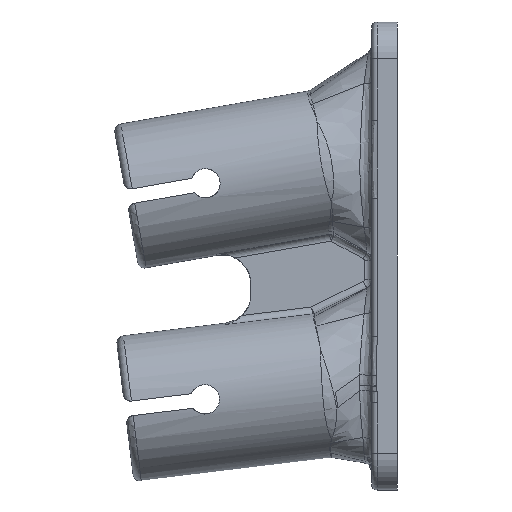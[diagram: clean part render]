
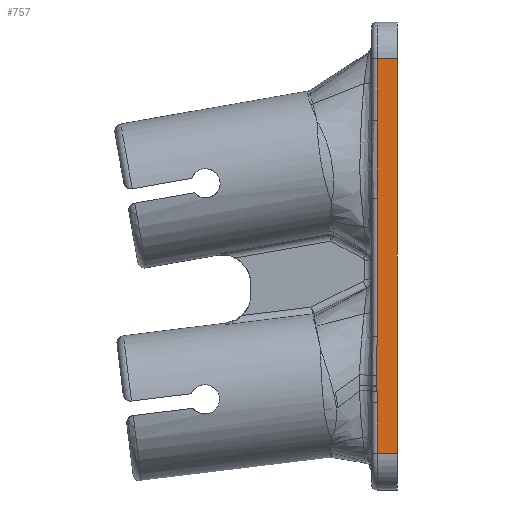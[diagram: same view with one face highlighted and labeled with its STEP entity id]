
A CAD part, left-side view. The second image highlights one B-rep face of the part: STEP entity #757.
In plain terms, the highlighted planar face has unit normal (-1, 0, 0).
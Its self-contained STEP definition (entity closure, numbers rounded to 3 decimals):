
#407=B_SPLINE_CURVE_WITH_KNOTS('',3,(#6305,#6306,#6307,#6308,#6309,#6310),
 .UNSPECIFIED.,.F.,.F.,(4,2,4),(0.,0.5,1.),.UNSPECIFIED.);
#408=B_SPLINE_CURVE_WITH_KNOTS('',3,(#6314,#6315,#6316,#6317,#6318,#6319,
#6320),.UNSPECIFIED.,.F.,.F.,(4,3,4),(0.,0.749,1.),
 .UNSPECIFIED.);
#409=B_SPLINE_CURVE_WITH_KNOTS('',3,(#6322,#6323,#6324,#6325,#6326,#6327,
#6328),.UNSPECIFIED.,.F.,.F.,(4,3,4),(0.,0.656,1.),
 .UNSPECIFIED.);
#410=B_SPLINE_CURVE_WITH_KNOTS('',3,(#6330,#6331,#6332,#6333,#6334,#6335,
#6336,#6337,#6338,#6339,#6340,#6341,#6342),.UNSPECIFIED.,.F.,.F.,(4,3,3,
3,4),(0.,0.157,0.714,0.854,1.),
 .UNSPECIFIED.);
#411=B_SPLINE_CURVE_WITH_KNOTS('',3,(#6344,#6345,#6346,#6347,#6348,#6349,
#6350,#6351,#6352,#6353),.UNSPECIFIED.,.F.,.F.,(4,3,3,4),(0.,0.021,
0.217,1.),.UNSPECIFIED.);
#412=B_SPLINE_CURVE_WITH_KNOTS('',3,(#6355,#6356,#6357,#6358),
 .UNSPECIFIED.,.F.,.F.,(4,4),(0.,1.),.UNSPECIFIED.);
#757=ADVANCED_FACE('',(#994),#959,.F.);
#959=PLANE('',#3995);
#994=FACE_OUTER_BOUND('',#1225,.T.);
#1225=EDGE_LOOP('',(#1755,#1756,#1757,#1758,#1759,#1760,#1761,#1762,#1763,
#1764,#1765,#1766));
#1755=ORIENTED_EDGE('',*,*,#3329,.T.);
#1756=ORIENTED_EDGE('',*,*,#3350,.T.);
#1757=ORIENTED_EDGE('',*,*,#3351,.T.);
#1758=ORIENTED_EDGE('',*,*,#3352,.T.);
#1759=ORIENTED_EDGE('',*,*,#3353,.T.);
#1760=ORIENTED_EDGE('',*,*,#3354,.T.);
#1761=ORIENTED_EDGE('',*,*,#3355,.T.);
#1762=ORIENTED_EDGE('',*,*,#3356,.T.);
#1763=ORIENTED_EDGE('',*,*,#3357,.T.);
#1764=ORIENTED_EDGE('',*,*,#3358,.T.);
#1765=ORIENTED_EDGE('',*,*,#3334,.F.);
#1766=ORIENTED_EDGE('',*,*,#3305,.T.);
#2884=VERTEX_POINT('',#6087);
#2885=VERTEX_POINT('',#6089);
#2907=VERTEX_POINT('',#6225);
#2910=VERTEX_POINT('',#6237);
#2922=VERTEX_POINT('',#6304);
#2923=VERTEX_POINT('',#6311);
#2924=VERTEX_POINT('',#6313);
#2925=VERTEX_POINT('',#6321);
#2926=VERTEX_POINT('',#6329);
#2927=VERTEX_POINT('',#6343);
#2928=VERTEX_POINT('',#6354);
#2929=VERTEX_POINT('',#6359);
#3305=EDGE_CURVE('',#2885,#2884,#3777,.T.);
#3329=EDGE_CURVE('',#2884,#2907,#3788,.T.);
#3334=EDGE_CURVE('',#2885,#2910,#3792,.T.);
#3350=EDGE_CURVE('',#2907,#2922,#3800,.T.);
#3351=EDGE_CURVE('',#2922,#2923,#407,.T.);
#3352=EDGE_CURVE('',#2923,#2924,#3801,.T.);
#3353=EDGE_CURVE('',#2924,#2925,#408,.T.);
#3354=EDGE_CURVE('',#2925,#2926,#409,.T.);
#3355=EDGE_CURVE('',#2926,#2927,#410,.T.);
#3356=EDGE_CURVE('',#2927,#2928,#411,.T.);
#3357=EDGE_CURVE('',#2928,#2929,#412,.T.);
#3358=EDGE_CURVE('',#2929,#2910,#3802,.T.);
#3777=LINE('',#6088,#3866);
#3788=LINE('',#6226,#3877);
#3792=LINE('',#6236,#3881);
#3800=LINE('',#6303,#3889);
#3801=LINE('',#6312,#3890);
#3802=LINE('',#6360,#3891);
#3866=VECTOR('',#4223,1.);
#3877=VECTOR('',#4240,1.);
#3881=VECTOR('',#4252,1.);
#3889=VECTOR('',#4272,1.);
#3890=VECTOR('',#4273,1.);
#3891=VECTOR('',#4274,1.);
#3995=AXIS2_PLACEMENT_3D('',#6361,#4275,#4276);
#4223=DIRECTION('',(0.,0.,1.));
#4240=DIRECTION('',(0.,1.,0.));
#4252=DIRECTION('',(0.,1.,0.));
#4272=DIRECTION('',(0.,0.,-1.));
#4273=DIRECTION('',(0.,0.,-1.));
#4274=DIRECTION('',(0.,0.,-1.));
#4275=DIRECTION('',(1.,0.,0.));
#4276=DIRECTION('',(0.,0.,-1.));
#6087=CARTESIAN_POINT('',(-17.5,210.,-12.9));
#6088=CARTESIAN_POINT('',(-17.5,210.,-60.9));
#6089=CARTESIAN_POINT('',(-17.5,210.,-120.9));
#6225=CARTESIAN_POINT('',(-17.5,215.5,-12.9));
#6226=CARTESIAN_POINT('',(-17.5,210.,-12.9));
#6236=CARTESIAN_POINT('',(-17.5,210.,-120.9));
#6237=CARTESIAN_POINT('',(-17.5,215.5,-120.9));
#6303=CARTESIAN_POINT('',(-17.5,215.5,-115.9));
#6304=CARTESIAN_POINT('',(-17.5,215.5,-29.83));
#6305=CARTESIAN_POINT('',(-17.5,215.5,-29.83));
#6306=CARTESIAN_POINT('',(-17.5,215.5,-33.38));
#6307=CARTESIAN_POINT('',(-17.5,215.657,-36.928));
#6308=CARTESIAN_POINT('',(-17.5,215.684,-44.026));
#6309=CARTESIAN_POINT('',(-17.5,215.5,-47.575));
#6310=CARTESIAN_POINT('',(-17.5,215.5,-51.126));
#6311=CARTESIAN_POINT('',(-17.5,215.5,-51.126));
#6312=CARTESIAN_POINT('',(-17.5,215.5,-115.9));
#6313=CARTESIAN_POINT('',(-17.5,215.5,-88.878));
#6314=CARTESIAN_POINT('',(-17.5,215.5,-88.878));
#6315=CARTESIAN_POINT('',(-17.5,215.5,-91.546));
#6316=CARTESIAN_POINT('',(-17.5,215.661,-94.211));
#6317=CARTESIAN_POINT('',(-17.5,215.673,-96.878));
#6318=CARTESIAN_POINT('',(-17.5,215.677,-97.772));
#6319=CARTESIAN_POINT('',(-17.5,215.667,-98.665));
#6320=CARTESIAN_POINT('',(-17.5,215.647,-99.558));
#6321=CARTESIAN_POINT('',(-17.5,215.647,-99.558));
#6322=CARTESIAN_POINT('',(-17.5,215.647,-99.558));
#6323=CARTESIAN_POINT('',(-17.5,215.633,-100.189));
#6324=CARTESIAN_POINT('',(-17.5,215.613,-100.819));
#6325=CARTESIAN_POINT('',(-17.5,215.592,-101.449));
#6326=CARTESIAN_POINT('',(-17.5,215.581,-101.779));
#6327=CARTESIAN_POINT('',(-17.5,215.569,-102.109));
#6328=CARTESIAN_POINT('',(-17.5,215.561,-102.439));
#6329=CARTESIAN_POINT('',(-17.5,215.561,-102.439));
#6330=CARTESIAN_POINT('',(-17.5,215.561,-102.439));
#6331=CARTESIAN_POINT('',(-17.5,215.561,-102.44));
#6332=CARTESIAN_POINT('',(-17.5,215.561,-102.44));
#6333=CARTESIAN_POINT('',(-17.5,215.561,-102.441));
#6334=CARTESIAN_POINT('',(-17.5,215.561,-102.444));
#6335=CARTESIAN_POINT('',(-17.5,215.561,-102.446));
#6336=CARTESIAN_POINT('',(-17.5,215.561,-102.448));
#6337=CARTESIAN_POINT('',(-17.5,215.561,-102.449));
#6338=CARTESIAN_POINT('',(-17.5,215.561,-102.45));
#6339=CARTESIAN_POINT('',(-17.5,215.561,-102.45));
#6340=CARTESIAN_POINT('',(-17.5,215.561,-102.451));
#6341=CARTESIAN_POINT('',(-17.5,215.561,-102.452));
#6342=CARTESIAN_POINT('',(-17.5,215.561,-102.452));
#6343=CARTESIAN_POINT('',(-17.5,215.561,-102.452));
#6344=CARTESIAN_POINT('',(-17.5,215.561,-102.452));
#6345=CARTESIAN_POINT('',(-17.5,215.561,-102.463));
#6346=CARTESIAN_POINT('',(-17.5,215.56,-102.474));
#6347=CARTESIAN_POINT('',(-17.5,215.56,-102.484));
#6348=CARTESIAN_POINT('',(-17.5,215.558,-102.584));
#6349=CARTESIAN_POINT('',(-17.5,215.556,-102.684));
#6350=CARTESIAN_POINT('',(-17.5,215.554,-102.784));
#6351=CARTESIAN_POINT('',(-17.5,215.546,-103.185));
#6352=CARTESIAN_POINT('',(-17.5,215.538,-103.585));
#6353=CARTESIAN_POINT('',(-17.5,215.531,-103.985));
#6354=CARTESIAN_POINT('',(-17.5,215.531,-103.985));
#6355=CARTESIAN_POINT('',(-17.5,215.531,-103.985));
#6356=CARTESIAN_POINT('',(-17.5,215.513,-104.997));
#6357=CARTESIAN_POINT('',(-17.5,215.5,-106.009));
#6358=CARTESIAN_POINT('',(-17.5,215.5,-107.021));
#6359=CARTESIAN_POINT('',(-17.5,215.5,-107.021));
#6360=CARTESIAN_POINT('',(-17.5,215.5,-115.9));
#6361=CARTESIAN_POINT('',(-17.5,210.,-80.9));
